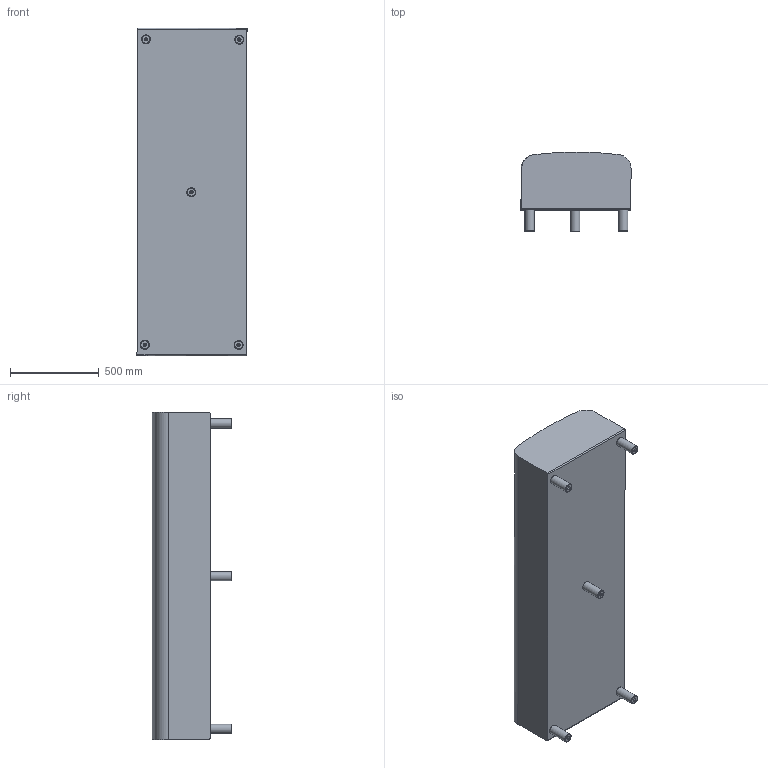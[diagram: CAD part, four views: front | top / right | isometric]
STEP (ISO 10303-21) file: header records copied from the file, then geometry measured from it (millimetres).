
FILE_DESCRIPTION(/* description */ (''),/* implementation_level */ '2;1');
FILE_NAME(/* name */ 'ASB2472.stp',/* time_stamp */ '2015-03-19T08:39:41-04:00',/* author */ ('jbosley'),/* organization */ (''),/* preprocessor_version */ 'ST-DEVELOPER v15.6',/* originating_system */ 'Autodesk Inventor 2015',/* authorisation */ '');
FILE_SCHEMA (('AUTOMOTIVE_DESIGN { 1 0 10303 214 3 1 1 }'));
Length unit declared in the file: inch
Products named in the file (3): ASB2472 UBASE; LEG RD2X5 PLT; ASB2472 new
Bounding box: 621.08 x 447.34 x 1849.49 mm (x, y, z)
Volume: 359032728.8 mm3; surface area: 3838638.7 mm2
Topology: 6 solids, 6 shells, 47 faces, 85 edges, 55 vertices
Faces by surface type: cylinder 21, plane 21, torus 5
Full cylindrical faces by diameter (mm): 7.938 x5, 19.05 x5, 50.8 x5
Entity records: 609 total; most frequent: DIRECTION 112, CARTESIAN_POINT 92, ORIENTED_EDGE 74, AXIS2_PLACEMENT_3D 47, EDGE_CURVE 37, VERTEX_POINT 27, EDGE_LOOP 26, FACE_OUTER_BOUND 19
